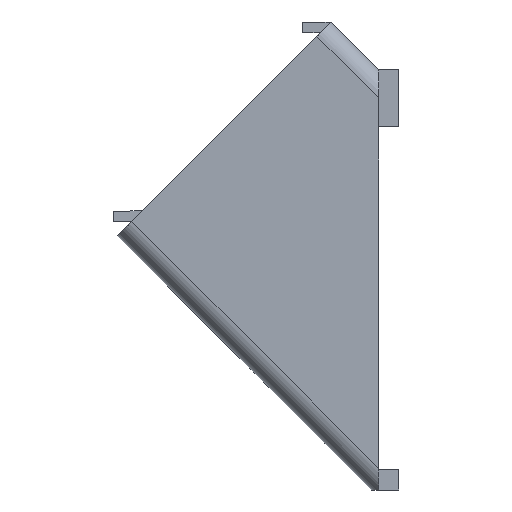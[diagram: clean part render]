
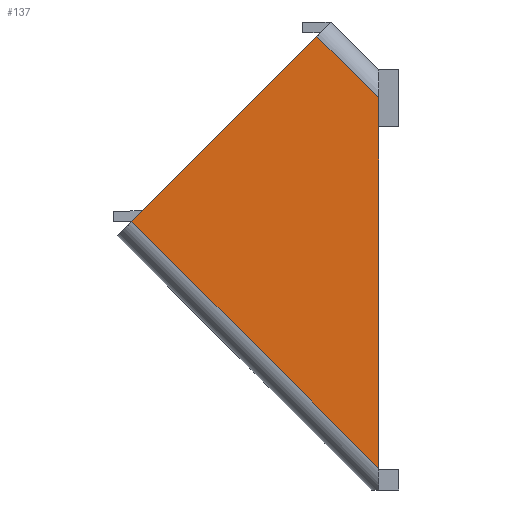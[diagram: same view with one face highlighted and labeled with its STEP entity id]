
A CAD part, left-side view. The second image highlights one B-rep face of the part: STEP entity #137.
In plain terms, the highlighted planar face has unit normal (-1, 0, 0).
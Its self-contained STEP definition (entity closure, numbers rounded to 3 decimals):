
#137 = ADVANCED_FACE( '', ( #292 ), #293, .F. );
#292 = FACE_OUTER_BOUND( '', #549, .T. );
#293 = PLANE( '', #550 );
#549 = EDGE_LOOP( '', ( #1087, #1088, #1089, #1090 ) );
#550 = AXIS2_PLACEMENT_3D( '', #1091, #1092, #1093 );
#1087 = ORIENTED_EDGE( '', *, *, #1505, .F. );
#1088 = ORIENTED_EDGE( '', *, *, #1418, .T. );
#1089 = ORIENTED_EDGE( '', *, *, #1359, .F. );
#1090 = ORIENTED_EDGE( '', *, *, #1426, .T. );
#1091 = CARTESIAN_POINT( '', ( -22.5, 0., 0. ) );
#1092 = DIRECTION( '', ( 1., 0., 0. ) );
#1093 = DIRECTION( '', ( 0., 0., -1. ) );
#1359 = EDGE_CURVE( '', #1625, #1627, #1628, .T. );
#1418 = EDGE_CURVE( '', #1727, #1627, #1728, .F. );
#1426 = EDGE_CURVE( '', #1625, #1739, #1742, .F. );
#1505 = EDGE_CURVE( '', #1727, #1739, #1866, .T. );
#1625 = VERTEX_POINT( '', #2055 );
#1627 = VERTEX_POINT( '', #2057 );
#1628 = LINE( '', #2058, #2059 );
#1727 = VERTEX_POINT( '', #2276 );
#1728 = LINE( '', #2277, #2278 );
#1739 = VERTEX_POINT( '', #2292 );
#1742 = LINE( '', #2295, #2296 );
#1866 = LINE( '', #2469, #2470 );
#2055 = CARTESIAN_POINT( '', ( -22.5, 36.77, -22.627 ) );
#2057 = CARTESIAN_POINT( '', ( -22.5, 9.192, 4.95 ) );
#2058 = CARTESIAN_POINT( '', ( -22.5, 38.891, -24.749 ) );
#2059 = VECTOR( '', #2624, 1000. );
#2276 = CARTESIAN_POINT( '', ( -22.5, 0., -4.243 ) );
#2277 = CARTESIAN_POINT( '', ( -22.5, 2.121, -2.121 ) );
#2278 = VECTOR( '', #2683, 1000. );
#2292 = CARTESIAN_POINT( '', ( -22.5, 0., -59.397 ) );
#2295 = CARTESIAN_POINT( '', ( -22.5, 29.698, -29.698 ) );
#2296 = VECTOR( '', #2699, 1000. );
#2469 = CARTESIAN_POINT( '', ( -22.5, 0., 0. ) );
#2470 = VECTOR( '', #2836, 1000. );
#2624 = DIRECTION( '', ( 0., -0.707, 0.707 ) );
#2683 = DIRECTION( '', ( 0., -0.707, -0.707 ) );
#2699 = DIRECTION( '', ( 0., 0.707, 0.707 ) );
#2836 = DIRECTION( '', ( 0., 0., -1. ) );
